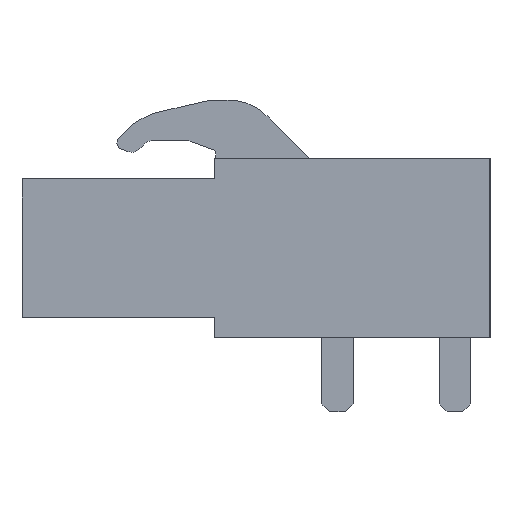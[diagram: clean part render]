
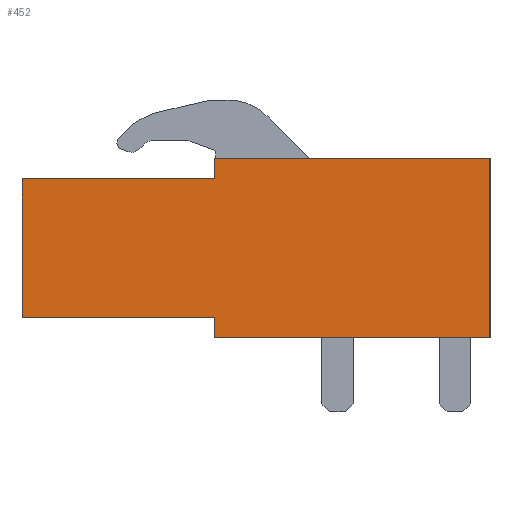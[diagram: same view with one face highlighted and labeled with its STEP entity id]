
A CAD part, left-side view. The second image highlights one B-rep face of the part: STEP entity #452.
In plain terms, the highlighted planar face has unit normal (-1, 0, 0).
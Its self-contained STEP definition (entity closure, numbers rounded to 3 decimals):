
#402=AXIS2_PLACEMENT_3D('Plane Axis2P3D',#399,#400,#401) ;
#40=CARTESIAN_POINT('Vertex',(0.,0.,3.2)) ;
#56=CARTESIAN_POINT('Vertex',(0.,0.,10.95)) ;
#59=CARTESIAN_POINT('Line Origine',(0.,0.,7.075)) ;
#89=CARTESIAN_POINT('Vertex',(0.,20.25,4.075)) ;
#92=CARTESIAN_POINT('Line Origine',(0.,20.25,7.075)) ;
#96=CARTESIAN_POINT('Vertex',(0.,20.25,10.075)) ;
#399=CARTESIAN_POINT('Axis2P3D Location',(0.,0.,3.2)) ;
#404=CARTESIAN_POINT('Line Origine',(0.,16.075,4.075)) ;
#408=CARTESIAN_POINT('Vertex',(0.,11.9,4.075)) ;
#411=CARTESIAN_POINT('Line Origine',(0.,11.9,3.638)) ;
#415=CARTESIAN_POINT('Vertex',(0.,11.9,3.2)) ;
#418=CARTESIAN_POINT('Line Origine',(0.,5.95,3.2)) ;
#423=CARTESIAN_POINT('Line Origine',(0.,5.95,10.95)) ;
#427=CARTESIAN_POINT('Vertex',(0.,11.9,10.95)) ;
#430=CARTESIAN_POINT('Line Origine',(0.,11.9,10.513)) ;
#434=CARTESIAN_POINT('Vertex',(0.,11.9,10.075)) ;
#437=CARTESIAN_POINT('Line Origine',(0.,16.075,10.075)) ;
#60=DIRECTION('Vector Direction',(0.,0.,1.)) ;
#93=DIRECTION('Vector Direction',(0.,0.,1.)) ;
#400=DIRECTION('Axis2P3D Direction',(-1.,0.,0.)) ;
#401=DIRECTION('Axis2P3D XDirection',(0.,0.,1.)) ;
#405=DIRECTION('Vector Direction',(0.,1.,0.)) ;
#412=DIRECTION('Vector Direction',(0.,0.,1.)) ;
#419=DIRECTION('Vector Direction',(0.,1.,0.)) ;
#424=DIRECTION('Vector Direction',(0.,1.,0.)) ;
#431=DIRECTION('Vector Direction',(0.,0.,-1.)) ;
#438=DIRECTION('Vector Direction',(0.,1.,0.)) ;
#61=VECTOR('Line Direction',#60,1.) ;
#94=VECTOR('Line Direction',#93,1.) ;
#406=VECTOR('Line Direction',#405,1.) ;
#413=VECTOR('Line Direction',#412,1.) ;
#420=VECTOR('Line Direction',#419,1.) ;
#425=VECTOR('Line Direction',#424,1.) ;
#432=VECTOR('Line Direction',#431,1.) ;
#439=VECTOR('Line Direction',#438,1.) ;
#443=ORIENTED_EDGE('',*,*,#410,.F.) ;
#444=ORIENTED_EDGE('',*,*,#417,.F.) ;
#445=ORIENTED_EDGE('',*,*,#422,.F.) ;
#446=ORIENTED_EDGE('',*,*,#63,.F.) ;
#447=ORIENTED_EDGE('',*,*,#429,.T.) ;
#448=ORIENTED_EDGE('',*,*,#436,.F.) ;
#449=ORIENTED_EDGE('',*,*,#441,.F.) ;
#450=ORIENTED_EDGE('',*,*,#98,.T.) ;
#452=ADVANCED_FACE('BLL 5.08/16/90 3.2 SN OR 1648450000',(#451),#403,.T.) ;
#63=EDGE_CURVE('',#57,#41,#62,.F.) ;
#98=EDGE_CURVE('',#97,#90,#95,.F.) ;
#410=EDGE_CURVE('',#409,#90,#407,.T.) ;
#417=EDGE_CURVE('',#416,#409,#414,.T.) ;
#422=EDGE_CURVE('',#41,#416,#421,.T.) ;
#429=EDGE_CURVE('',#57,#428,#426,.T.) ;
#436=EDGE_CURVE('',#435,#428,#433,.F.) ;
#441=EDGE_CURVE('',#97,#435,#440,.F.) ;
#442=EDGE_LOOP('',(#443,#444,#445,#446,#447,#448,#449,#450)) ;
#451=FACE_OUTER_BOUND('',#442,.T.) ;
#62=LINE('Line',#59,#61) ;
#95=LINE('Line',#92,#94) ;
#407=LINE('Line',#404,#406) ;
#414=LINE('Line',#411,#413) ;
#421=LINE('Line',#418,#420) ;
#426=LINE('Line',#423,#425) ;
#433=LINE('Line',#430,#432) ;
#440=LINE('Line',#437,#439) ;
#403=PLANE('',#402) ;
#41=VERTEX_POINT('',#40) ;
#57=VERTEX_POINT('',#56) ;
#90=VERTEX_POINT('',#89) ;
#97=VERTEX_POINT('',#96) ;
#409=VERTEX_POINT('',#408) ;
#416=VERTEX_POINT('',#415) ;
#428=VERTEX_POINT('',#427) ;
#435=VERTEX_POINT('',#434) ;
